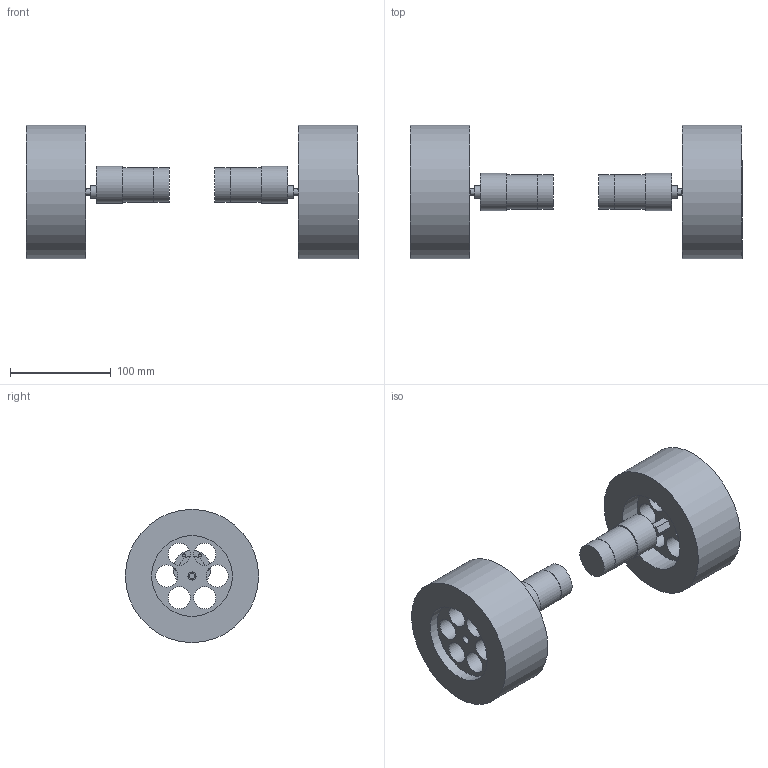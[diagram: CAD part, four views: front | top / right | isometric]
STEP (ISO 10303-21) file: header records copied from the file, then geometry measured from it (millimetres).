
FILE_DESCRIPTION(('FreeCAD Model'),'2;1');
FILE_NAME('Open CASCADE Shape Model','2023-07-09T22:06:38',(''),(''), 'Open CASCADE STEP processor 7.5','FreeCAD','Unknown');
FILE_SCHEMA(('AUTOMOTIVE_DESIGN { 1 0 10303 214 1 1 1 1 }'));
Length unit declared in the file: millimetre
Products named in the file (8): motor_wheel_combo; wheel right (Mirror #2); wheeladapter (Mirror #4); Gearmotor_37D_100 v1 (Mirror #3); wheel right; wheeladapter; Gearmotor_37D_100 v1
Assembly tree (10 placements, depth 3):
  motor_wheel_combo
    motor_wheel_combo
      wheel right (Mirror #2)
      wheeladapter (Mirror #4)
      Gearmotor_37D_100 v1 (Mirror #3)
    wheel right (Mirror #2)
    wheeladapter (Mirror #4)
    Gearmotor_37D_100 v1 (Mirror #3)
    wheel right
    wheeladapter
    Gearmotor_37D_100 v1
Bounding box: 329 x 132 x 132 mm (x, y, z)
Volume: 1992481.1 mm3; surface area: 243962.4 mm2
Topology: 9 solids, 9 shells, 153 faces, 288 edges, 192 vertices
Faces by surface type: plane 81, cylinder 72
Full cylindrical faces by diameter (mm): 3 x18, 6 x6, 8 x3, 12 x3, 22 x18, 34 x3, 34.5 x3, 36.8 x3, 80 x6, 132 x3
Entity records: 5703 total; most frequent: CARTESIAN_POINT 1117, DIRECTION 852, ORIENTED_EDGE 384, PCURVE 384, DEFINITIONAL_REPRESENTATION 384, LINE 376, VECTOR 376, AXIS2_PLACEMENT_3D 213
